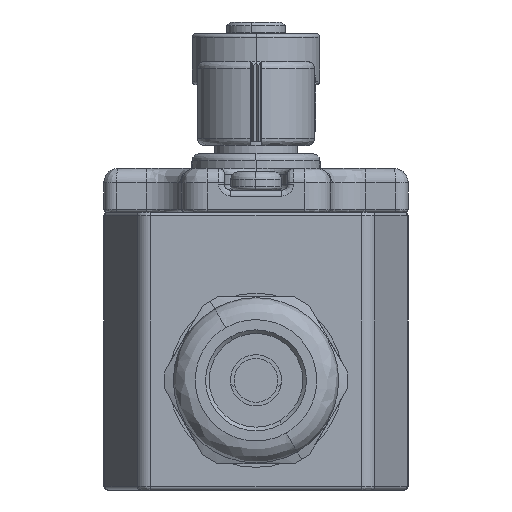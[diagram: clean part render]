
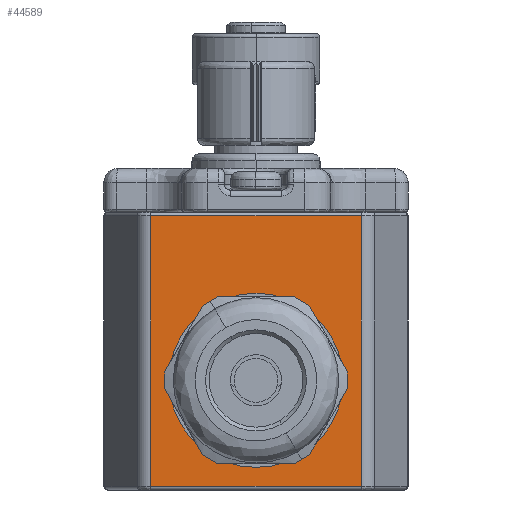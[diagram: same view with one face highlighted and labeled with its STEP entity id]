
A CAD part, front view. The second image highlights one B-rep face of the part: STEP entity #44589.
In plain terms, the highlighted planar face has unit normal (0, -1, 0).
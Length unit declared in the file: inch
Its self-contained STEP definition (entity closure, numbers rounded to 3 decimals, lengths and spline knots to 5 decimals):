
#3535 = DIRECTION ( 'NONE',  ( 0., 0., 1. ) ) ;
#4093 = VERTEX_POINT ( 'NONE', #49325 ) ;
#4118 = ORIENTED_EDGE ( 'NONE', *, *, #65146, .F. ) ;
#9094 = FACE_BOUND ( 'NONE', #28627, .T. ) ;
#10230 = DIRECTION ( 'NONE',  ( 1., 0., 0. ) ) ;
#10464 = DIRECTION ( 'NONE',  ( 0., 1., 0. ) ) ;
#12061 = CARTESIAN_POINT ( 'NONE',  ( 0., -3.14961, 0.15748 ) ) ;
#12101 = CARTESIAN_POINT ( 'NONE',  ( 0.56697, -3.14961, 0.01969 ) ) ;
#17380 = CARTESIAN_POINT ( 'NONE',  ( -0.8189, -3.14961, 0.01969 ) ) ;
#20266 = LINE ( 'NONE', #47138, #23392 ) ;
#20682 = VERTEX_POINT ( 'NONE', #12101 ) ;
#23392 = VECTOR ( 'NONE', #89364, 39.37008 ) ;
#23821 = EDGE_LOOP ( 'NONE', ( #24148, #84192, #71508, #75805 ) ) ;
#24148 = ORIENTED_EDGE ( 'NONE', *, *, #61366, .F. ) ;
#24335 = LINE ( 'NONE', #17380, #60802 ) ;
#25467 = VERTEX_POINT ( 'NONE', #87276 ) ;
#26302 = VECTOR ( 'NONE', #50918, 39.37008 ) ;
#26561 = ORIENTED_EDGE ( 'NONE', *, *, #90484, .F. ) ;
#27489 = CARTESIAN_POINT ( 'NONE',  ( -0.8189, -3.14961, 1.47638 ) ) ;
#28550 = EDGE_CURVE ( 'NONE', #4093, #73881, #83154, .T. ) ;
#28627 = EDGE_LOOP ( 'NONE', ( #4118, #26561 ) ) ;
#31538 = DIRECTION ( 'NONE',  ( 1., 0., 0. ) ) ;
#39601 = DIRECTION ( 'NONE',  ( -1., 0., 0. ) ) ;
#39861 = DIRECTION ( 'NONE',  ( 0., -1., 0. ) ) ;
#44304 = FACE_OUTER_BOUND ( 'NONE', #23821, .T. ) ;
#44317 = VERTEX_POINT ( 'NONE', #81052 ) ;
#44589 = ADVANCED_FACE ( 'NONE', ( #44304, #9094 ), #45681, .F. ) ;
#45681 = PLANE ( 'NONE',  #71948 ) ;
#47138 = CARTESIAN_POINT ( 'NONE',  ( -0.56697, -3.14961, 1.49606 ) ) ;
#47282 = CARTESIAN_POINT ( 'NONE',  ( 0., -3.14961, 0.59055 ) ) ;
#48348 = EDGE_CURVE ( 'NONE', #25467, #4093, #20266, .T. ) ;
#49325 = CARTESIAN_POINT ( 'NONE',  ( -0.56697, -3.14961, 1.47638 ) ) ;
#50918 = DIRECTION ( 'NONE',  ( 0., 0., -1. ) ) ;
#52260 = AXIS2_PLACEMENT_3D ( 'NONE', #47282, #39861, #31538 ) ;
#55296 = DIRECTION ( 'NONE',  ( 1., 0., 0. ) ) ;
#56723 = EDGE_CURVE ( 'NONE', #73881, #20682, #58744, .T. ) ;
#56944 = CARTESIAN_POINT ( 'NONE',  ( 0.56697, -3.14961, 1.49606 ) ) ;
#58744 = LINE ( 'NONE', #56944, #26302 ) ;
#59051 = CIRCLE ( 'NONE', #63508, 0.43307 ) ;
#60802 = VECTOR ( 'NONE', #39601, 39.37008 ) ;
#61366 = EDGE_CURVE ( 'NONE', #20682, #25467, #24335, .T. ) ;
#63508 = AXIS2_PLACEMENT_3D ( 'NONE', #89058, #73741, #10230 ) ;
#65146 = EDGE_CURVE ( 'NONE', #66772, #44317, #59051, .T. ) ;
#66772 = VERTEX_POINT ( 'NONE', #12061 ) ;
#68948 = VECTOR ( 'NONE', #55296, 39.37008 ) ;
#71508 = ORIENTED_EDGE ( 'NONE', *, *, #28550, .F. ) ;
#71948 = AXIS2_PLACEMENT_3D ( 'NONE', #73988, #10464, #3535 ) ;
#73741 = DIRECTION ( 'NONE',  ( 0., -1., 0. ) ) ;
#73881 = VERTEX_POINT ( 'NONE', #79524 ) ;
#73988 = CARTESIAN_POINT ( 'NONE',  ( -0.8189, -3.14961, 1.49606 ) ) ;
#75805 = ORIENTED_EDGE ( 'NONE', *, *, #48348, .F. ) ;
#79524 = CARTESIAN_POINT ( 'NONE',  ( 0.56697, -3.14961, 1.47638 ) ) ;
#81052 = CARTESIAN_POINT ( 'NONE',  ( 0., -3.14961, 1.02362 ) ) ;
#83154 = LINE ( 'NONE', #27489, #68948 ) ;
#84192 = ORIENTED_EDGE ( 'NONE', *, *, #56723, .F. ) ;
#86307 = CIRCLE ( 'NONE', #52260, 0.43307 ) ;
#87276 = CARTESIAN_POINT ( 'NONE',  ( -0.56697, -3.14961, 0.01969 ) ) ;
#89058 = CARTESIAN_POINT ( 'NONE',  ( 0., -3.14961, 0.59055 ) ) ;
#89364 = DIRECTION ( 'NONE',  ( 0., 0., 1. ) ) ;
#90484 = EDGE_CURVE ( 'NONE', #44317, #66772, #86307, .T. ) ;
